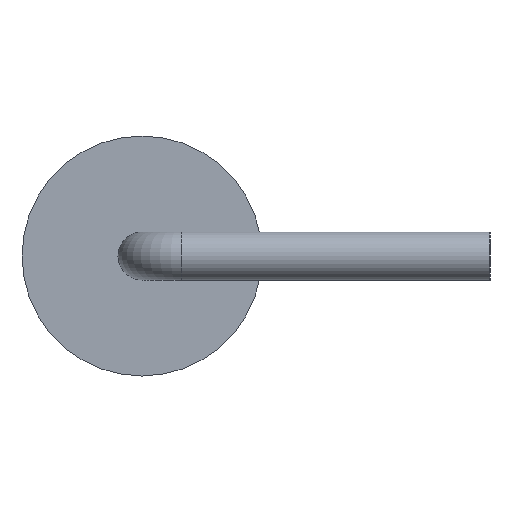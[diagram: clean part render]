
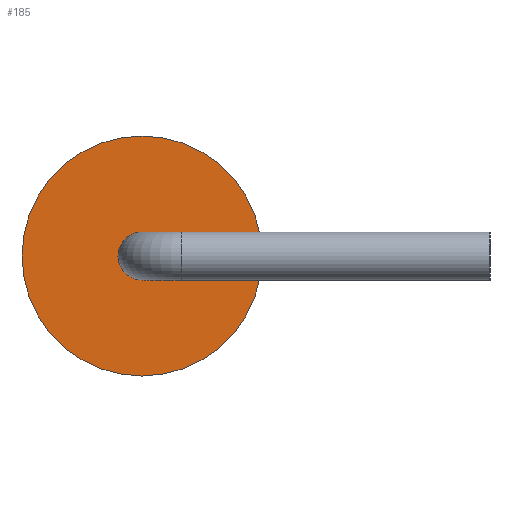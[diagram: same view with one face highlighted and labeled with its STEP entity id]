
A CAD part, left-side view. The second image highlights one B-rep face of the part: STEP entity #185.
In plain terms, the highlighted planar face has unit normal (-1, 0, 0).
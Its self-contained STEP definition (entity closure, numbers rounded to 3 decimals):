
#28=PLANE('',#236);
#45=FACE_OUTER_BOUND('',#60,.T.);
#60=EDGE_LOOP('',(#163));
#88=CIRCLE('',#234,1.5);
#100=VERTEX_POINT('',#348);
#121=EDGE_CURVE('',#100,#100,#88,.T.);
#163=ORIENTED_EDGE('',*,*,#121,.F.);
#185=ADVANCED_FACE('',(#45),#28,.F.);
#234=AXIS2_PLACEMENT_3D('',#350,#298,#299);
#236=AXIS2_PLACEMENT_3D('',#352,#302,#303);
#298=DIRECTION('center_axis',(1.,0.,0.));
#299=DIRECTION('ref_axis',(0.,0.,-1.));
#302=DIRECTION('center_axis',(1.,0.,0.));
#303=DIRECTION('ref_axis',(0.,0.,-1.));
#348=CARTESIAN_POINT('',(3.25,1.75,1.5));
#350=CARTESIAN_POINT('Origin',(3.25,1.75,0.));
#352=CARTESIAN_POINT('Origin',(3.25,1.75,0.));
